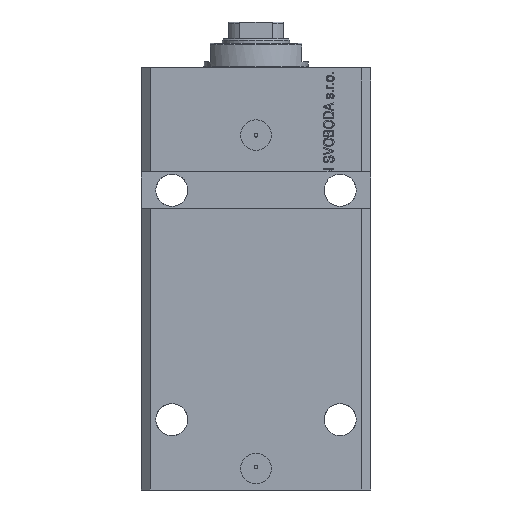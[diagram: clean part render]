
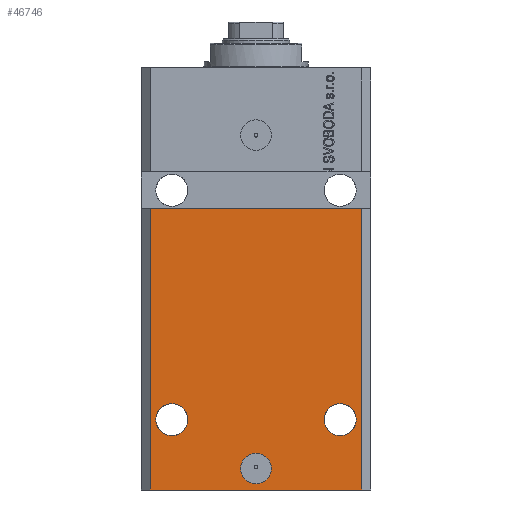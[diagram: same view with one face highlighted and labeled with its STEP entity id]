
A CAD part, front view. The second image highlights one B-rep face of the part: STEP entity #46746.
In plain terms, the highlighted planar face has unit normal (0, -1, 0).
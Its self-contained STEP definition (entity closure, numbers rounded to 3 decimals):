
#1675 = AXIS2_PLACEMENT_3D ( 'NONE', #46404, #3884, #18044 ) ;
#2633 = VECTOR ( 'NONE', #34244, 1000. ) ;
#3446 = AXIS2_PLACEMENT_3D ( 'NONE', #30293, #44933, #12303 ) ;
#3860 = CARTESIAN_POINT ( 'NONE',  ( -32.75, -27.5, -115. ) ) ;
#3884 = DIRECTION ( 'NONE',  ( 0., -1., 0. ) ) ;
#4642 = CARTESIAN_POINT ( 'NONE',  ( -22.25, -27.5, -115. ) ) ;
#5478 = VECTOR ( 'NONE', #21347, 1000. ) ;
#5480 = CARTESIAN_POINT ( 'NONE',  ( 22.25, -27.5, -115. ) ) ;
#5833 = VERTEX_POINT ( 'NONE', #3860 ) ;
#6281 = LINE ( 'NONE', #42734, #28966 ) ;
#7714 = DIRECTION ( 'NONE',  ( 1., 0., 0. ) ) ;
#7746 = EDGE_CURVE ( 'NONE', #22734, #15988, #25649, .T. ) ;
#8624 = DIRECTION ( 'NONE',  ( 0., -1., 0. ) ) ;
#8853 = DIRECTION ( 'NONE',  ( 1., 0., 0. ) ) ;
#9253 = EDGE_CURVE ( 'NONE', #38827, #33536, #23105, .T. ) ;
#9646 = CARTESIAN_POINT ( 'NONE',  ( -37.5, -27.5, -46. ) ) ;
#9958 = ORIENTED_EDGE ( 'NONE', *, *, #29650, .F. ) ;
#11532 = CARTESIAN_POINT ( 'NONE',  ( 32.75, -27.5, -115. ) ) ;
#12303 = DIRECTION ( 'NONE',  ( -1., 0., 0. ) ) ;
#12992 = EDGE_CURVE ( 'NONE', #36923, #5833, #25555, .T. ) ;
#13387 = CARTESIAN_POINT ( 'NONE',  ( -34.5, -27.5, -138. ) ) ;
#13438 = CARTESIAN_POINT ( 'NONE',  ( -34.5, -27.5, -138. ) ) ;
#13778 = DIRECTION ( 'NONE',  ( 0., -1., 0. ) ) ;
#15084 = EDGE_CURVE ( 'NONE', #20348, #41530, #27135, .T. ) ;
#15567 = CARTESIAN_POINT ( 'NONE',  ( 27.5, -27.5, -115. ) ) ;
#15988 = VERTEX_POINT ( 'NONE', #46154 ) ;
#16052 = CARTESIAN_POINT ( 'NONE',  ( -5., -27.5, -131. ) ) ;
#16333 = EDGE_LOOP ( 'NONE', ( #9958, #43279 ) ) ;
#17590 = PLANE ( 'NONE',  #35690 ) ;
#17825 = FACE_BOUND ( 'NONE', #16333, .T. ) ;
#18044 = DIRECTION ( 'NONE',  ( 1., 0., 0. ) ) ;
#18463 = VERTEX_POINT ( 'NONE', #36691 ) ;
#18598 = EDGE_CURVE ( 'NONE', #22734, #30656, #46225, .T. ) ;
#18616 = ORIENTED_EDGE ( 'NONE', *, *, #27871, .F. ) ;
#18977 = DIRECTION ( 'NONE',  ( 0., -1., 0. ) ) ;
#19152 = EDGE_CURVE ( 'NONE', #5833, #36923, #44054, .T. ) ;
#19874 = ORIENTED_EDGE ( 'NONE', *, *, #18598, .T. ) ;
#19880 = CIRCLE ( 'NONE', #46702, 5.25 ) ;
#20348 = VERTEX_POINT ( 'NONE', #16052 ) ;
#20680 = DIRECTION ( 'NONE',  ( 1., 0., 0. ) ) ;
#21347 = DIRECTION ( 'NONE',  ( 0., 0., 1. ) ) ;
#22143 = CARTESIAN_POINT ( 'NONE',  ( -34.5, -27.5, -138. ) ) ;
#22734 = VERTEX_POINT ( 'NONE', #13438 ) ;
#23105 = CIRCLE ( 'NONE', #39204, 5.25 ) ;
#23253 = DIRECTION ( 'NONE',  ( -1., 0., 0. ) ) ;
#24026 = LINE ( 'NONE', #9646, #40510 ) ;
#24194 = ORIENTED_EDGE ( 'NONE', *, *, #27010, .T. ) ;
#25045 = DIRECTION ( 'NONE',  ( 1., 0., 0. ) ) ;
#25555 = CIRCLE ( 'NONE', #47020, 5.25 ) ;
#25649 = LINE ( 'NONE', #39802, #5478 ) ;
#25661 = AXIS2_PLACEMENT_3D ( 'NONE', #31986, #13778, #25045 ) ;
#25737 = FACE_BOUND ( 'NONE', #43635, .T. ) ;
#25971 = ORIENTED_EDGE ( 'NONE', *, *, #15084, .F. ) ;
#26154 = EDGE_LOOP ( 'NONE', ( #18616, #44275, #19874, #24194 ) ) ;
#27010 = EDGE_CURVE ( 'NONE', #30656, #18463, #6281, .T. ) ;
#27135 = CIRCLE ( 'NONE', #25661, 5. ) ;
#27250 = ORIENTED_EDGE ( 'NONE', *, *, #33571, .F. ) ;
#27871 = EDGE_CURVE ( 'NONE', #15988, #18463, #24026, .T. ) ;
#28966 = VECTOR ( 'NONE', #46567, 1000. ) ;
#29080 = DIRECTION ( 'NONE',  ( 0., 0., -1. ) ) ;
#29563 = DIRECTION ( 'NONE',  ( 0., -1., 0. ) ) ;
#29650 = EDGE_CURVE ( 'NONE', #33536, #38827, #19880, .T. ) ;
#30185 = DIRECTION ( 'NONE',  ( 0., -1., 0. ) ) ;
#30293 = CARTESIAN_POINT ( 'NONE',  ( -27.5, -27.5, -115. ) ) ;
#30656 = VERTEX_POINT ( 'NONE', #43624 ) ;
#31986 = CARTESIAN_POINT ( 'NONE',  ( 0., -27.5, -131. ) ) ;
#32446 = FACE_OUTER_BOUND ( 'NONE', #26154, .T. ) ;
#33536 = VERTEX_POINT ( 'NONE', #11532 ) ;
#33571 = EDGE_CURVE ( 'NONE', #41530, #20348, #34618, .T. ) ;
#34244 = DIRECTION ( 'NONE',  ( 1., 0., 0. ) ) ;
#34618 = CIRCLE ( 'NONE', #1675, 5. ) ;
#35690 = AXIS2_PLACEMENT_3D ( 'NONE', #22143, #29563, #29080 ) ;
#36691 = CARTESIAN_POINT ( 'NONE',  ( 34.5, -27.5, -46. ) ) ;
#36874 = ORIENTED_EDGE ( 'NONE', *, *, #12992, .F. ) ;
#36923 = VERTEX_POINT ( 'NONE', #4642 ) ;
#38827 = VERTEX_POINT ( 'NONE', #5480 ) ;
#39204 = AXIS2_PLACEMENT_3D ( 'NONE', #41262, #18977, #7714 ) ;
#39802 = CARTESIAN_POINT ( 'NONE',  ( -34.5, -27.5, -138. ) ) ;
#40510 = VECTOR ( 'NONE', #20680, 1000. ) ;
#41098 = CARTESIAN_POINT ( 'NONE',  ( 5., -27.5, -131. ) ) ;
#41262 = CARTESIAN_POINT ( 'NONE',  ( 27.5, -27.5, -115. ) ) ;
#41484 = CARTESIAN_POINT ( 'NONE',  ( -27.5, -27.5, -115. ) ) ;
#41530 = VERTEX_POINT ( 'NONE', #41098 ) ;
#41909 = ORIENTED_EDGE ( 'NONE', *, *, #19152, .F. ) ;
#42734 = CARTESIAN_POINT ( 'NONE',  ( 34.5, -27.5, -138. ) ) ;
#43279 = ORIENTED_EDGE ( 'NONE', *, *, #9253, .F. ) ;
#43624 = CARTESIAN_POINT ( 'NONE',  ( 34.5, -27.5, -138. ) ) ;
#43635 = EDGE_LOOP ( 'NONE', ( #27250, #25971 ) ) ;
#44054 = CIRCLE ( 'NONE', #3446, 5.25 ) ;
#44275 = ORIENTED_EDGE ( 'NONE', *, *, #7746, .F. ) ;
#44933 = DIRECTION ( 'NONE',  ( 0., -1., 0. ) ) ;
#46154 = CARTESIAN_POINT ( 'NONE',  ( -34.5, -27.5, -46. ) ) ;
#46225 = LINE ( 'NONE', #13387, #2633 ) ;
#46404 = CARTESIAN_POINT ( 'NONE',  ( 0., -27.5, -131. ) ) ;
#46567 = DIRECTION ( 'NONE',  ( 0., 0., 1. ) ) ;
#46702 = AXIS2_PLACEMENT_3D ( 'NONE', #15567, #30185, #8853 ) ;
#46746 = ADVANCED_FACE ( 'NONE', ( #25737, #17825, #47331, #32446 ), #17590, .T. ) ;
#46807 = EDGE_LOOP ( 'NONE', ( #36874, #41909 ) ) ;
#47020 = AXIS2_PLACEMENT_3D ( 'NONE', #41484, #8624, #23253 ) ;
#47331 = FACE_BOUND ( 'NONE', #46807, .T. ) ;
